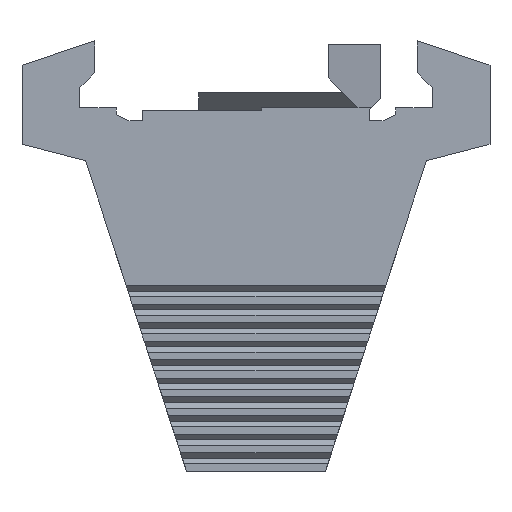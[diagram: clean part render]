
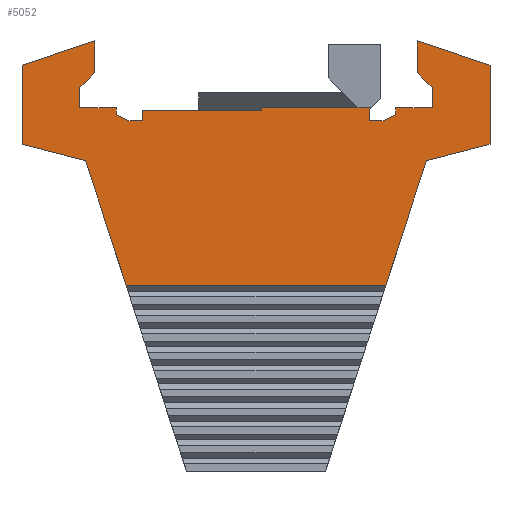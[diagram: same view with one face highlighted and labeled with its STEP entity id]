
A CAD part, left-side view. The second image highlights one B-rep face of the part: STEP entity #5052.
In plain terms, the highlighted planar face has unit normal (-1, 0, 0).
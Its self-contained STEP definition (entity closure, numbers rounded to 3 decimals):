
#508=PLANE('',#5370);
#758=FACE_OUTER_BOUND('',#1018,.T.);
#1018=EDGE_LOOP('',(#4310,#4311,#4312,#4313,#4314,#4315,#4316,#4317,#4318,
#4319,#4320,#4321,#4322,#4323,#4324,#4325,#4326,#4327,#4328,#4329,#4330,
#4331,#4332,#4333,#4334,#4335,#4336,#4337,#4338));
#1374=LINE('',#7378,#1998);
#1430=LINE('',#7492,#2054);
#1434=LINE('',#7499,#2058);
#1437=LINE('',#7507,#2061);
#1439=LINE('',#7512,#2063);
#1445=LINE('',#7523,#2069);
#1472=LINE('',#7573,#2096);
#1474=LINE('',#7577,#2098);
#1478=LINE('',#7585,#2102);
#1546=LINE('',#7719,#2170);
#1569=LINE('',#7767,#2193);
#1572=LINE('',#7772,#2196);
#1574=LINE('',#7776,#2198);
#1576=LINE('',#7780,#2200);
#1577=LINE('',#7782,#2201);
#1578=LINE('',#7784,#2202);
#1579=LINE('',#7786,#2203);
#1580=LINE('',#7788,#2204);
#1581=LINE('',#7789,#2205);
#1582=LINE('',#7790,#2206);
#1583=LINE('',#7792,#2207);
#1584=LINE('',#7794,#2208);
#1585=LINE('',#7796,#2209);
#1586=LINE('',#7797,#2210);
#1587=LINE('',#7799,#2211);
#1588=LINE('',#7801,#2212);
#1589=LINE('',#7803,#2213);
#1590=LINE('',#7804,#2214);
#1591=LINE('',#7805,#2215);
#1998=VECTOR('',#6042,10.);
#2054=VECTOR('',#6132,10.);
#2058=VECTOR('',#6138,10.);
#2061=VECTOR('',#6143,10.);
#2063=VECTOR('',#6147,10.);
#2069=VECTOR('',#6155,10.);
#2096=VECTOR('',#6186,10.);
#2098=VECTOR('',#6190,10.);
#2102=VECTOR('',#6196,10.);
#2170=VECTOR('',#6272,10.);
#2193=VECTOR('',#6313,10.);
#2196=VECTOR('',#6318,10.);
#2198=VECTOR('',#6322,10.);
#2200=VECTOR('',#6326,10.);
#2201=VECTOR('',#6329,10.);
#2202=VECTOR('',#6330,10.);
#2203=VECTOR('',#6331,10.);
#2204=VECTOR('',#6332,10.);
#2205=VECTOR('',#6333,10.);
#2206=VECTOR('',#6334,10.);
#2207=VECTOR('',#6335,10.);
#2208=VECTOR('',#6336,10.);
#2209=VECTOR('',#6337,10.);
#2210=VECTOR('',#6338,10.);
#2211=VECTOR('',#6339,10.);
#2212=VECTOR('',#6340,10.);
#2213=VECTOR('',#6341,10.);
#2214=VECTOR('',#6342,10.);
#2215=VECTOR('',#6343,10.);
#2635=VERTEX_POINT('',#7374);
#2637=VERTEX_POINT('',#7377);
#2677=VERTEX_POINT('',#7489);
#2678=VERTEX_POINT('',#7491);
#2680=VERTEX_POINT('',#7497);
#2683=VERTEX_POINT('',#7504);
#2684=VERTEX_POINT('',#7506);
#2685=VERTEX_POINT('',#7510);
#2686=VERTEX_POINT('',#7511);
#2690=VERTEX_POINT('',#7521);
#2711=VERTEX_POINT('',#7571);
#2712=VERTEX_POINT('',#7576);
#2714=VERTEX_POINT('',#7582);
#2715=VERTEX_POINT('',#7584);
#2776=VERTEX_POINT('',#7716);
#2777=VERTEX_POINT('',#7718);
#2793=VERTEX_POINT('',#7766);
#2794=VERTEX_POINT('',#7770);
#2795=VERTEX_POINT('',#7774);
#2796=VERTEX_POINT('',#7778);
#2797=VERTEX_POINT('',#7783);
#2798=VERTEX_POINT('',#7785);
#2799=VERTEX_POINT('',#7787);
#2800=VERTEX_POINT('',#7791);
#2801=VERTEX_POINT('',#7793);
#2802=VERTEX_POINT('',#7795);
#2803=VERTEX_POINT('',#7798);
#2804=VERTEX_POINT('',#7800);
#2805=VERTEX_POINT('',#7802);
#3159=EDGE_CURVE('',#2635,#2637,#1374,.T.);
#3215=EDGE_CURVE('',#2678,#2677,#1430,.T.);
#3219=EDGE_CURVE('',#2677,#2680,#1434,.T.);
#3222=EDGE_CURVE('',#2684,#2683,#1437,.T.);
#3224=EDGE_CURVE('',#2685,#2686,#1439,.T.);
#3230=EDGE_CURVE('',#2690,#2686,#1445,.T.);
#3257=EDGE_CURVE('',#2711,#2635,#1472,.T.);
#3259=EDGE_CURVE('',#2712,#2711,#1474,.T.);
#3263=EDGE_CURVE('',#2714,#2715,#1478,.T.);
#3331=EDGE_CURVE('',#2777,#2776,#1546,.T.);
#3354=EDGE_CURVE('',#2684,#2793,#1569,.T.);
#3357=EDGE_CURVE('',#2794,#2690,#1572,.T.);
#3359=EDGE_CURVE('',#2795,#2794,#1574,.T.);
#3361=EDGE_CURVE('',#2796,#2795,#1576,.T.);
#3362=EDGE_CURVE('',#2793,#2796,#1577,.T.);
#3363=EDGE_CURVE('',#2797,#2683,#1578,.T.);
#3364=EDGE_CURVE('',#2797,#2798,#1579,.T.);
#3365=EDGE_CURVE('',#2798,#2799,#1580,.T.);
#3366=EDGE_CURVE('',#2799,#2777,#1581,.T.);
#3367=EDGE_CURVE('',#2715,#2776,#1582,.T.);
#3368=EDGE_CURVE('',#2800,#2714,#1583,.T.);
#3369=EDGE_CURVE('',#2801,#2800,#1584,.T.);
#3370=EDGE_CURVE('',#2801,#2802,#1585,.T.);
#3371=EDGE_CURVE('',#2802,#2678,#1586,.T.);
#3372=EDGE_CURVE('',#2803,#2680,#1587,.T.);
#3373=EDGE_CURVE('',#2804,#2803,#1588,.T.);
#3374=EDGE_CURVE('',#2805,#2804,#1589,.T.);
#3375=EDGE_CURVE('',#2637,#2805,#1590,.T.);
#3376=EDGE_CURVE('',#2712,#2685,#1591,.T.);
#4310=ORIENTED_EDGE('',*,*,#3224,.T.);
#4311=ORIENTED_EDGE('',*,*,#3230,.F.);
#4312=ORIENTED_EDGE('',*,*,#3357,.F.);
#4313=ORIENTED_EDGE('',*,*,#3359,.F.);
#4314=ORIENTED_EDGE('',*,*,#3361,.F.);
#4315=ORIENTED_EDGE('',*,*,#3362,.F.);
#4316=ORIENTED_EDGE('',*,*,#3354,.F.);
#4317=ORIENTED_EDGE('',*,*,#3222,.T.);
#4318=ORIENTED_EDGE('',*,*,#3363,.F.);
#4319=ORIENTED_EDGE('',*,*,#3364,.T.);
#4320=ORIENTED_EDGE('',*,*,#3365,.T.);
#4321=ORIENTED_EDGE('',*,*,#3366,.T.);
#4322=ORIENTED_EDGE('',*,*,#3331,.T.);
#4323=ORIENTED_EDGE('',*,*,#3367,.F.);
#4324=ORIENTED_EDGE('',*,*,#3263,.F.);
#4325=ORIENTED_EDGE('',*,*,#3368,.F.);
#4326=ORIENTED_EDGE('',*,*,#3369,.F.);
#4327=ORIENTED_EDGE('',*,*,#3370,.T.);
#4328=ORIENTED_EDGE('',*,*,#3371,.T.);
#4329=ORIENTED_EDGE('',*,*,#3215,.T.);
#4330=ORIENTED_EDGE('',*,*,#3219,.T.);
#4331=ORIENTED_EDGE('',*,*,#3372,.F.);
#4332=ORIENTED_EDGE('',*,*,#3373,.F.);
#4333=ORIENTED_EDGE('',*,*,#3374,.F.);
#4334=ORIENTED_EDGE('',*,*,#3375,.F.);
#4335=ORIENTED_EDGE('',*,*,#3159,.F.);
#4336=ORIENTED_EDGE('',*,*,#3257,.F.);
#4337=ORIENTED_EDGE('',*,*,#3259,.F.);
#4338=ORIENTED_EDGE('',*,*,#3376,.T.);
#5052=ADVANCED_FACE('',(#758),#508,.F.);
#5370=AXIS2_PLACEMENT_3D('',#7781,#6327,#6328);
#6042=DIRECTION('',(0.,0.,-1.));
#6132=DIRECTION('',(0.,-0.707,-0.707));
#6138=DIRECTION('',(0.,0.,-1.));
#6143=DIRECTION('',(0.,-0.707,0.707));
#6147=DIRECTION('',(0.,1.,0.));
#6155=DIRECTION('',(0.,0.,1.));
#6186=DIRECTION('',(0.,0.707,-0.707));
#6190=DIRECTION('',(0.,-1.,0.));
#6196=DIRECTION('',(0.,0.309,-0.951));
#6272=DIRECTION('',(0.,-0.309,-0.951));
#6313=DIRECTION('',(0.,0.,-1.));
#6318=DIRECTION('',(0.,-1.,0.));
#6322=DIRECTION('',(0.,-0.894,-0.447));
#6326=DIRECTION('',(0.,0.,-1.));
#6327=DIRECTION('center_axis',(1.,0.,0.));
#6328=DIRECTION('ref_axis',(0.,0.,-1.));
#6329=DIRECTION('',(0.,-1.,0.));
#6330=DIRECTION('',(0.,0.,-1.));
#6331=DIRECTION('',(0.,0.949,-0.316));
#6332=DIRECTION('',(0.,0.,-1.));
#6333=DIRECTION('',(0.,-0.968,-0.25));
#6334=DIRECTION('',(0.,1.,0.));
#6335=DIRECTION('',(0.,0.968,-0.25));
#6336=DIRECTION('',(0.,0.,-1.));
#6337=DIRECTION('',(0.,0.949,0.316));
#6338=DIRECTION('',(0.,0.,-1.));
#6339=DIRECTION('',(0.,-1.,0.));
#6340=DIRECTION('',(0.,0.,1.));
#6341=DIRECTION('',(0.,-0.894,0.447));
#6342=DIRECTION('',(0.,-1.,0.));
#6343=DIRECTION('',(0.,0.,-1.));
#7374=CARTESIAN_POINT('',(-13.,-15.25,21.7));
#7377=CARTESIAN_POINT('',(-13.,-15.25,20.2));
#7378=CARTESIAN_POINT('',(-13.,-15.25,10.1));
#7489=CARTESIAN_POINT('',(-13.,-23.75,24.7));
#7491=CARTESIAN_POINT('',(-13.,-21.75,26.7));
#7492=CARTESIAN_POINT('',(-13.,-21.75,26.7));
#7497=CARTESIAN_POINT('',(-13.,-23.75,22.));
#7499=CARTESIAN_POINT('',(-13.,-23.75,23.25));
#7504=CARTESIAN_POINT('',(-13.,21.75,26.7));
#7506=CARTESIAN_POINT('',(-13.,23.75,24.7));
#7507=CARTESIAN_POINT('',(-13.,21.75,26.7));
#7510=CARTESIAN_POINT('',(-13.,-0.75,21.6));
#7511=CARTESIAN_POINT('',(-13.,15.25,21.6));
#7512=CARTESIAN_POINT('',(-13.,3.625,21.6));
#7521=CARTESIAN_POINT('',(-13.,15.25,20.2));
#7523=CARTESIAN_POINT('',(-13.,15.25,10.1));
#7571=CARTESIAN_POINT('',(-13.,-15.55,22.));
#7573=CARTESIAN_POINT('',(-13.,-6.088,12.537));
#7576=CARTESIAN_POINT('',(-13.,-0.75,22.));
#7577=CARTESIAN_POINT('',(-13.,20.,22.));
#7582=CARTESIAN_POINT('',(-13.,-22.965,14.846));
#7584=CARTESIAN_POINT('',(-13.,-17.49,-2.));
#7585=CARTESIAN_POINT('',(-13.,-22.965,14.846));
#7716=CARTESIAN_POINT('',(-13.,17.49,-2.));
#7718=CARTESIAN_POINT('',(-13.,22.965,14.846));
#7719=CARTESIAN_POINT('',(-13.,22.965,14.846));
#7766=CARTESIAN_POINT('',(-13.,23.75,22.));
#7767=CARTESIAN_POINT('',(-13.,23.75,23.25));
#7770=CARTESIAN_POINT('',(-13.,17.121,20.2));
#7772=CARTESIAN_POINT('',(-13.,8.56,20.2));
#7774=CARTESIAN_POINT('',(-13.,18.85,21.065));
#7776=CARTESIAN_POINT('',(-13.,7.097,15.188));
#7778=CARTESIAN_POINT('',(-13.,18.85,22.));
#7780=CARTESIAN_POINT('',(-13.,18.85,11.));
#7781=CARTESIAN_POINT('Origin',(-13.,0.,0.));
#7782=CARTESIAN_POINT('',(-13.,21.938,22.));
#7783=CARTESIAN_POINT('',(-13.,21.75,31.));
#7784=CARTESIAN_POINT('',(-13.,21.75,25.75));
#7785=CARTESIAN_POINT('',(-13.,31.545,27.735));
#7786=CARTESIAN_POINT('',(-13.,18.113,32.213));
#7787=CARTESIAN_POINT('',(-13.,31.545,17.06));
#7788=CARTESIAN_POINT('',(-13.,31.545,27.735));
#7789=CARTESIAN_POINT('',(-13.,31.545,17.06));
#7790=CARTESIAN_POINT('',(-13.,15.772,-2.));
#7791=CARTESIAN_POINT('',(-13.,-31.545,17.06));
#7792=CARTESIAN_POINT('',(-13.,-31.545,17.06));
#7793=CARTESIAN_POINT('',(-13.,-31.545,27.735));
#7794=CARTESIAN_POINT('',(-13.,-31.545,27.735));
#7795=CARTESIAN_POINT('',(-13.,-21.75,31.));
#7796=CARTESIAN_POINT('',(-13.,-18.113,32.213));
#7797=CARTESIAN_POINT('',(-13.,-21.75,27.));
#7798=CARTESIAN_POINT('',(-13.,-18.85,22.));
#7799=CARTESIAN_POINT('',(-13.,20.,22.));
#7800=CARTESIAN_POINT('',(-13.,-18.85,21.065));
#7801=CARTESIAN_POINT('',(-13.,-18.85,11.));
#7802=CARTESIAN_POINT('',(-13.,-17.121,20.2));
#7803=CARTESIAN_POINT('',(-13.,-7.097,15.188));
#7804=CARTESIAN_POINT('',(-13.,-8.56,20.2));
#7805=CARTESIAN_POINT('',(-13.,-0.75,11.));
